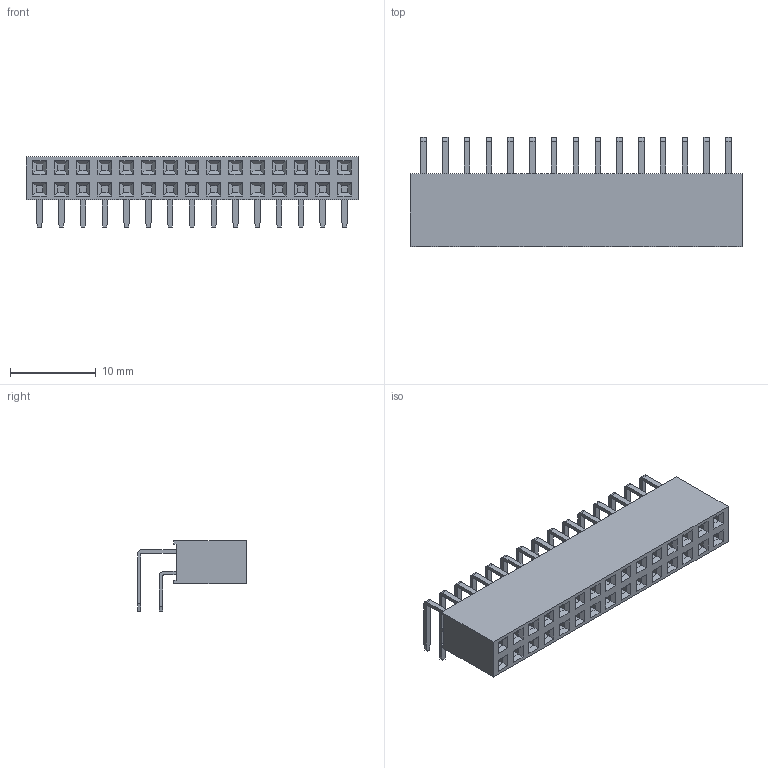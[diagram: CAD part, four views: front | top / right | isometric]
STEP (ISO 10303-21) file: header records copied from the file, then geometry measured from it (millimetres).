
FILE_DESCRIPTION (( 'STEP AP214' ), '1' );
FILE_NAME ('HDR-TH_30P-P2.54-H-F-R2-C15-W8.5.STEP', '2022-03-15T06:47:07', ( '微软用户' ), ( '微软中国' ), 'SwSTEP 2.0', 'SolidWorks 2017', '' );
FILE_SCHEMA (( 'AUTOMOTIVE_DESIGN' ));
Length unit declared in the file: millimetre
Products named in the file (1): HDR-TH_30P-P2.54-H-F-R2-C15-W8.5
Bounding box: 38.7 x 12.7 x 8.2 mm (x, y, z)
Volume: 1516.3 mm3; surface area: 2337.6 mm2
Topology: 1 solids, 1 shells, 669 faces, 1680 edges, 1080 vertices
Faces by surface type: plane 595, cylinder 60, bspline 14
Entity records: 27000 total; most frequent: CARTESIAN_POINT 4228, ORIENTED_EDGE 3360, DIRECTION 3084, EDGE_CURVE 1680, VECTOR 1532, LINE 1532, VERTEX_POINT 1080, AXIS2_PLACEMENT_3D 776
